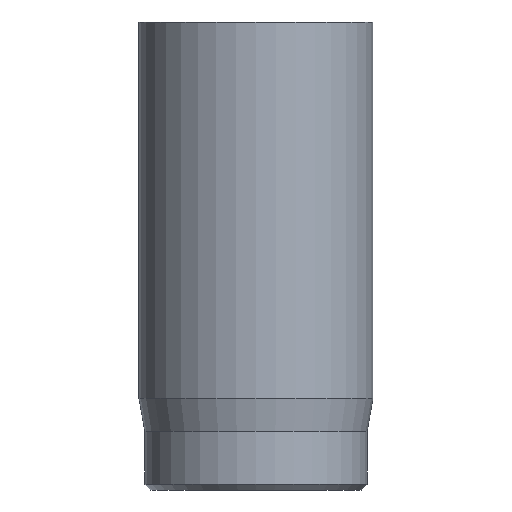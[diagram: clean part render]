
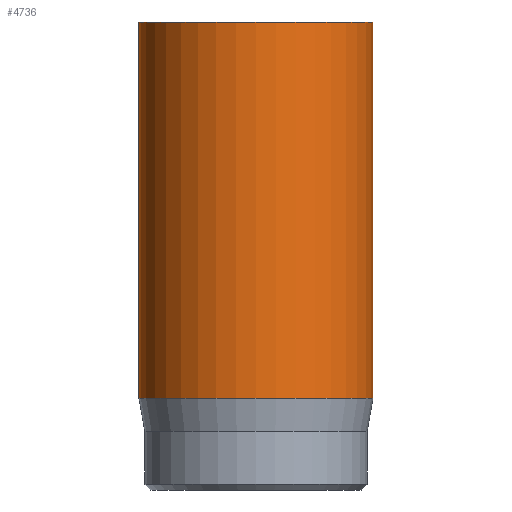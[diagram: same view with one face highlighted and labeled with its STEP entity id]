
A CAD part, front view. The second image highlights one B-rep face of the part: STEP entity #4736.
In plain terms, the highlighted cylindrical face has radius 2 mm (diameter 4 mm), a full revolution.
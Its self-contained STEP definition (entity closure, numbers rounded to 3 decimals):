
#31=CYLINDRICAL_SURFACE('',#4904,2.);
#45=CIRCLE('',#4877,2.);
#57=CIRCLE('',#4902,2.);
#58=CIRCLE('',#4903,2.);
#830=FACE_OUTER_BOUND('',#1111,.T.);
#1111=EDGE_LOOP('',(#4312,#4313,#4314,#4315,#4316));
#1451=LINE('',#9121,#1797);
#1797=VECTOR('',#5446,2.);
#2252=VERTEX_POINT('',#9072);
#2264=VERTEX_POINT('',#9115);
#2265=VERTEX_POINT('',#9116);
#2934=EDGE_CURVE('',#2252,#2252,#45,.T.);
#2952=EDGE_CURVE('',#2264,#2265,#57,.T.);
#2953=EDGE_CURVE('',#2265,#2264,#58,.T.);
#2955=EDGE_CURVE('',#2252,#2264,#1451,.T.);
#4312=ORIENTED_EDGE('',*,*,#2934,.T.);
#4313=ORIENTED_EDGE('',*,*,#2955,.T.);
#4314=ORIENTED_EDGE('',*,*,#2952,.T.);
#4315=ORIENTED_EDGE('',*,*,#2953,.T.);
#4316=ORIENTED_EDGE('',*,*,#2955,.F.);
#4736=ADVANCED_FACE('',(#830),#31,.T.);
#4877=AXIS2_PLACEMENT_3D('',#9073,#5383,#5384);
#4902=AXIS2_PLACEMENT_3D('',#9117,#5439,#5440);
#4903=AXIS2_PLACEMENT_3D('',#9118,#5441,#5442);
#4904=AXIS2_PLACEMENT_3D('',#9120,#5444,#5445);
#5383=DIRECTION('center_axis',(0.,0.,-1.));
#5384=DIRECTION('ref_axis',(-1.,0.,0.));
#5439=DIRECTION('center_axis',(0.,0.,1.));
#5440=DIRECTION('ref_axis',(-1.,0.,0.));
#5441=DIRECTION('center_axis',(0.,0.,1.));
#5442=DIRECTION('ref_axis',(-1.,0.,0.));
#5444=DIRECTION('center_axis',(0.,0.,1.));
#5445=DIRECTION('ref_axis',(-1.,0.,0.));
#5446=DIRECTION('',(0.,0.,-1.));
#9072=CARTESIAN_POINT('',(2.,0.,8.));
#9073=CARTESIAN_POINT('Origin',(0.,0.,8.));
#9115=CARTESIAN_POINT('',(2.,0.,1.567));
#9116=CARTESIAN_POINT('',(-2.,0.,1.567));
#9117=CARTESIAN_POINT('Origin',(0.,0.,1.567));
#9118=CARTESIAN_POINT('Origin',(0.,0.,1.567));
#9120=CARTESIAN_POINT('Origin',(0.,0.,0.));
#9121=CARTESIAN_POINT('',(2.,0.,0.));
